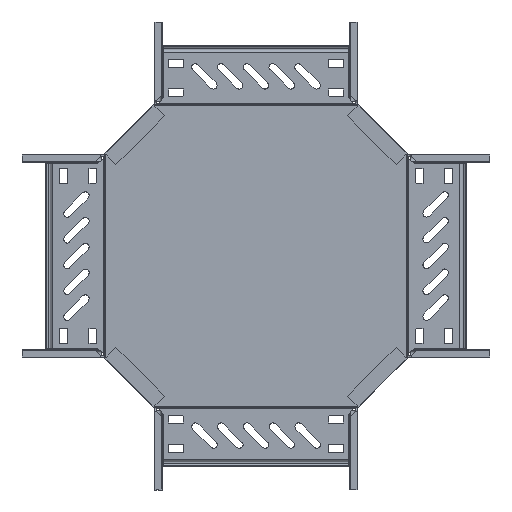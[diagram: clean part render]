
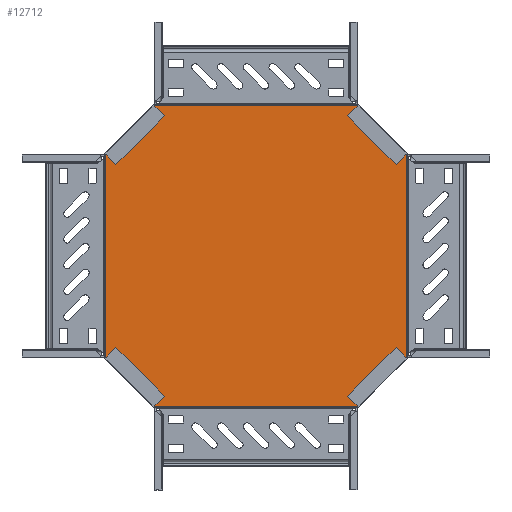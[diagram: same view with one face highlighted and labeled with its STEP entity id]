
A CAD part, front view. The second image highlights one B-rep face of the part: STEP entity #12712.
In plain terms, the highlighted planar face has unit normal (0, -1, 0).
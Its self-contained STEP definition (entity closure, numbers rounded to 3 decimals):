
#173 = DIRECTION ( 'NONE',  ( 0., 0., -1. ) ) ;
#393 = CARTESIAN_POINT ( 'NONE',  ( -145.749, -0.75, -97.574 ) ) ;
#732 = VECTOR ( 'NONE', #10858, 1000. ) ;
#743 = LINE ( 'NONE', #12389, #8532 ) ;
#831 = CARTESIAN_POINT ( 'NONE',  ( 145.749, -0.75, 0. ) ) ;
#899 = DIRECTION ( 'NONE',  ( 0., 0., -1. ) ) ;
#955 = EDGE_CURVE ( 'NONE', #2264, #8258, #8601, .T. ) ;
#1380 = DIRECTION ( 'NONE',  ( 0., 0., -1. ) ) ;
#1700 = VERTEX_POINT ( 'NONE', #10528 ) ;
#1870 = ORIENTED_EDGE ( 'NONE', *, *, #4136, .T. ) ;
#1939 = DIRECTION ( 'NONE',  ( -0.707, 0., 0.707 ) ) ;
#2182 = DIRECTION ( 'NONE',  ( 0.707, 0., 0.707 ) ) ;
#2264 = VERTEX_POINT ( 'NONE', #10807 ) ;
#2525 = VECTOR ( 'NONE', #1939, 1000. ) ;
#2978 = EDGE_CURVE ( 'NONE', #7069, #9306, #5192, .T. ) ;
#3071 = CARTESIAN_POINT ( 'NONE',  ( 0., -0.75, 145.749 ) ) ;
#3500 = LINE ( 'NONE', #7770, #6729 ) ;
#3665 = EDGE_CURVE ( 'NONE', #1700, #11328, #5725, .T. ) ;
#3697 = CARTESIAN_POINT ( 'NONE',  ( 97.574, -0.75, -145.749 ) ) ;
#3813 = VECTOR ( 'NONE', #11362, 1000. ) ;
#4136 = EDGE_CURVE ( 'NONE', #8258, #1700, #5827, .T. ) ;
#4239 = CARTESIAN_POINT ( 'NONE',  ( 0., -0.75, 0. ) ) ;
#4548 = CARTESIAN_POINT ( 'NONE',  ( 89.75, -0.75, 153.573 ) ) ;
#4589 = ORIENTED_EDGE ( 'NONE', *, *, #5530, .T. ) ;
#5192 = LINE ( 'NONE', #831, #7821 ) ;
#5369 = PLANE ( 'NONE',  #11526 ) ;
#5384 = VECTOR ( 'NONE', #1380, 1000. ) ;
#5530 = EDGE_CURVE ( 'NONE', #11281, #9306, #3500, .T. ) ;
#5725 = LINE ( 'NONE', #13614, #5384 ) ;
#5794 = DIRECTION ( 'NONE',  ( -1., 0., 0. ) ) ;
#5827 = LINE ( 'NONE', #10102, #3813 ) ;
#6431 = CARTESIAN_POINT ( 'NONE',  ( 145.749, -0.75, -97.574 ) ) ;
#6617 = EDGE_LOOP ( 'NONE', ( #12859, #8170, #1870, #7285, #9879, #8259, #4589, #8455 ) ) ;
#6729 = VECTOR ( 'NONE', #2182, 1000. ) ;
#6870 = VERTEX_POINT ( 'NONE', #8117 ) ;
#7069 = VERTEX_POINT ( 'NONE', #10420 ) ;
#7285 = ORIENTED_EDGE ( 'NONE', *, *, #3665, .T. ) ;
#7340 = DIRECTION ( 'NONE',  ( -1., 0., 0. ) ) ;
#7770 = CARTESIAN_POINT ( 'NONE',  ( 89.75, -0.75, -153.573 ) ) ;
#7821 = VECTOR ( 'NONE', #899, 1000. ) ;
#8117 = CARTESIAN_POINT ( 'NONE',  ( -97.574, -0.75, -145.749 ) ) ;
#8170 = ORIENTED_EDGE ( 'NONE', *, *, #955, .T. ) ;
#8258 = VERTEX_POINT ( 'NONE', #12943 ) ;
#8259 = ORIENTED_EDGE ( 'NONE', *, *, #9550, .F. ) ;
#8455 = ORIENTED_EDGE ( 'NONE', *, *, #2978, .F. ) ;
#8532 = VECTOR ( 'NONE', #5794, 1000. ) ;
#8601 = LINE ( 'NONE', #3071, #12120 ) ;
#9306 = VERTEX_POINT ( 'NONE', #6431 ) ;
#9458 = LINE ( 'NONE', #11496, #2525 ) ;
#9550 = EDGE_CURVE ( 'NONE', #11281, #6870, #743, .T. ) ;
#9779 = FACE_OUTER_BOUND ( 'NONE', #6617, .T. ) ;
#9879 = ORIENTED_EDGE ( 'NONE', *, *, #11033, .F. ) ;
#10102 = CARTESIAN_POINT ( 'NONE',  ( -89.75, -0.75, 153.573 ) ) ;
#10420 = CARTESIAN_POINT ( 'NONE',  ( 145.749, -0.75, 97.574 ) ) ;
#10528 = CARTESIAN_POINT ( 'NONE',  ( -145.749, -0.75, 97.574 ) ) ;
#10689 = DIRECTION ( 'NONE',  ( 0., -1., 0. ) ) ;
#10782 = LINE ( 'NONE', #4548, #732 ) ;
#10807 = CARTESIAN_POINT ( 'NONE',  ( 97.574, -0.75, 145.749 ) ) ;
#10858 = DIRECTION ( 'NONE',  ( 0.707, 0., -0.707 ) ) ;
#11033 = EDGE_CURVE ( 'NONE', #6870, #11328, #9458, .T. ) ;
#11123 = EDGE_CURVE ( 'NONE', #2264, #7069, #10782, .T. ) ;
#11281 = VERTEX_POINT ( 'NONE', #3697 ) ;
#11328 = VERTEX_POINT ( 'NONE', #393 ) ;
#11362 = DIRECTION ( 'NONE',  ( -0.707, 0., -0.707 ) ) ;
#11496 = CARTESIAN_POINT ( 'NONE',  ( -89.75, -0.75, -153.573 ) ) ;
#11526 = AXIS2_PLACEMENT_3D ( 'NONE', #4239, #10689, #173 ) ;
#12120 = VECTOR ( 'NONE', #7340, 1000. ) ;
#12389 = CARTESIAN_POINT ( 'NONE',  ( 0., -0.75, -145.749 ) ) ;
#12712 = ADVANCED_FACE ( 'NONE', ( #9779 ), #5369, .T. ) ;
#12859 = ORIENTED_EDGE ( 'NONE', *, *, #11123, .F. ) ;
#12943 = CARTESIAN_POINT ( 'NONE',  ( -97.574, -0.75, 145.749 ) ) ;
#13614 = CARTESIAN_POINT ( 'NONE',  ( -145.749, -0.75, 0. ) ) ;
